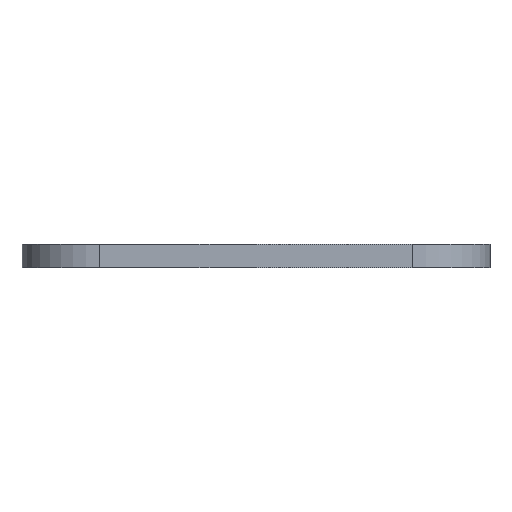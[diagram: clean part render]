
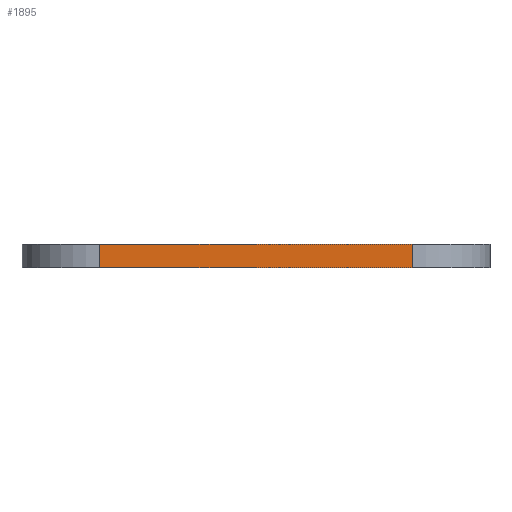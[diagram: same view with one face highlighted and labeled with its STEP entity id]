
A CAD part, left-side view. The second image highlights one B-rep face of the part: STEP entity #1895.
In plain terms, the highlighted planar face has unit normal (-1, 0, 0).
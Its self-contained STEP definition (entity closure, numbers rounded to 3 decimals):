
#96=PLANE('',#2150);
#188=FACE_OUTER_BOUND('',#315,.T.);
#315=EDGE_LOOP('',(#1657,#1658,#1659,#1660));
#435=LINE('',#3190,#557);
#462=LINE('',#3292,#584);
#464=LINE('',#3298,#586);
#465=LINE('',#3299,#587);
#557=VECTOR('',#2611,10.);
#584=VECTOR('',#2738,10.);
#586=VECTOR('',#2744,10.);
#587=VECTOR('',#2745,10.);
#885=VERTEX_POINT('',#3176);
#891=VERTEX_POINT('',#3188);
#916=VERTEX_POINT('',#3291);
#918=VERTEX_POINT('',#3297);
#1128=EDGE_CURVE('',#891,#885,#435,.T.);
#1178=EDGE_CURVE('',#885,#916,#462,.T.);
#1181=EDGE_CURVE('',#918,#891,#464,.T.);
#1182=EDGE_CURVE('',#918,#916,#465,.T.);
#1657=ORIENTED_EDGE('',*,*,#1178,.F.);
#1658=ORIENTED_EDGE('',*,*,#1128,.F.);
#1659=ORIENTED_EDGE('',*,*,#1181,.F.);
#1660=ORIENTED_EDGE('',*,*,#1182,.T.);
#1895=ADVANCED_FACE('',(#188),#96,.T.);
#2150=AXIS2_PLACEMENT_3D('',#3296,#2742,#2743);
#2611=DIRECTION('',(0.,-1.,0.));
#2738=DIRECTION('',(0.,0.,-1.));
#2742=DIRECTION('center_axis',(-1.,0.,0.));
#2743=DIRECTION('ref_axis',(0.,-1.,0.));
#2744=DIRECTION('',(0.,0.,1.));
#2745=DIRECTION('',(0.,-1.,0.));
#3176=CARTESIAN_POINT('',(-240.,-200.,12.));
#3188=CARTESIAN_POINT('',(-240.,-40.,12.));
#3190=CARTESIAN_POINT('',(-240.,0.,12.));
#3291=CARTESIAN_POINT('',(-240.,-200.,0.));
#3292=CARTESIAN_POINT('',(-240.,-200.,0.));
#3296=CARTESIAN_POINT('Origin',(-240.,0.,0.));
#3297=CARTESIAN_POINT('',(-240.,-40.,0.));
#3298=CARTESIAN_POINT('',(-240.,-40.,0.));
#3299=CARTESIAN_POINT('',(-240.,0.,0.));
